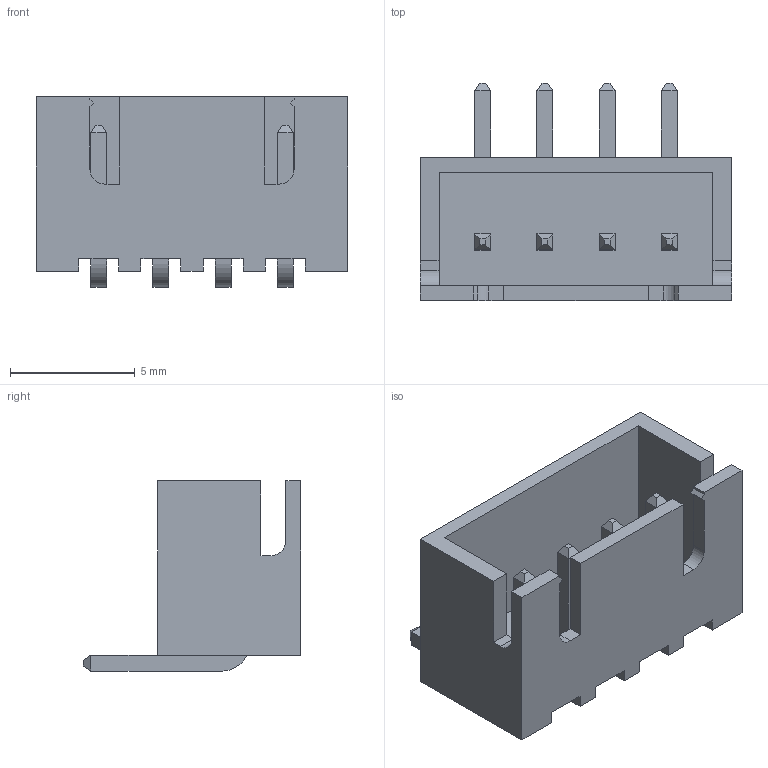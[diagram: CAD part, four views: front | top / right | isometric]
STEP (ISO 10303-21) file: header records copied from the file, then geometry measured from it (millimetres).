
FILE_DESCRIPTION(('FreeCAD Model'),'2;1');
FILE_NAME('Open CASCADE Shape Model','2025-06-03T13:17:46',('Author'),( ''),'Open CASCADE STEP processor 7.8','FreeCAD','Unknown');
FILE_SCHEMA(('AUTOMOTIVE_DESIGN { 1 0 10303 214 1 1 1 1 }'));
Length unit declared in the file: millimetre
Products named in the file (4): th_header_s4b_xh_a_knockoff; Body; Array; Body001
Assembly tree (6 placements, depth 3):
  th_header_s4b_xh_a_knockoff
    Body
    Array
      Body001  x4
Bounding box: 12.5 x 8.73 x 7.64 mm (x, y, z)
Volume: 218 mm3; surface area: 707 mm2
Topology: 5 solids, 5 shells, 138 faces, 352 edges, 224 vertices
Faces by surface type: plane 126, cylinder 12
Entity records: 2749 total; most frequent: CARTESIAN_POINT 475, ORIENTED_EDGE 464, DIRECTION 426, EDGE_CURVE 232, LINE 220, VECTOR 220, VERTEX_POINT 152, AXIS2_PLACEMENT_3D 103
